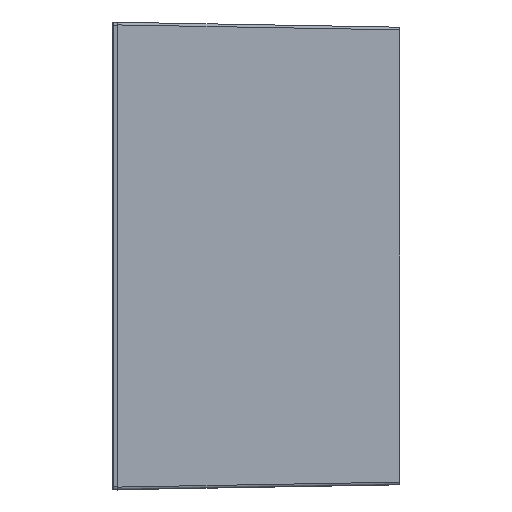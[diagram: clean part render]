
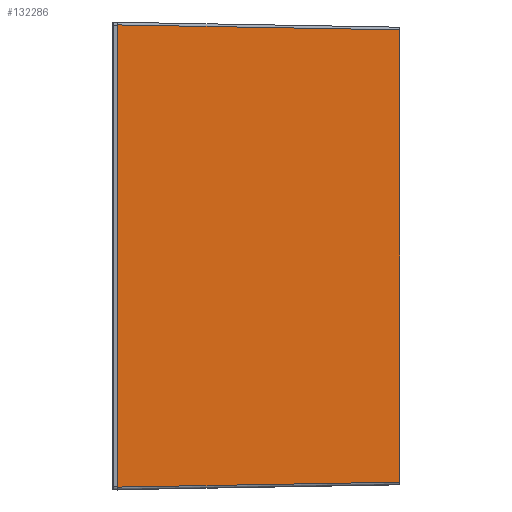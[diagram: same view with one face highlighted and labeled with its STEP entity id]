
A CAD part, left-side view. The second image highlights one B-rep face of the part: STEP entity #132286.
In plain terms, the highlighted planar face has unit normal (-1, -0.018, 0).
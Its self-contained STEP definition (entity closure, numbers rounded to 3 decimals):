
#106183=CARTESIAN_POINT('',(-43.025,0.,42.525));
#107406=DIRECTION('',(0.017,-1.,0.017));
#107407=VECTOR('',#107406,53.016);
#107408=CARTESIAN_POINT('',(-43.95,53.,-43.45));
#107409=LINE('21147',#107408,#107407);
#107413=DIRECTION('',(0.,0.,1.));
#107414=VECTOR('',#107413,86.9);
#107415=CARTESIAN_POINT('',(-43.95,53.,-43.45));
#107416=LINE('21164',#107415,#107414);
#107420=DIRECTION('',(0.017,-1.,-0.017));
#107421=VECTOR('',#107420,53.016);
#107422=CARTESIAN_POINT('',(-43.95,53.,43.45));
#107423=LINE('21152',#107422,#107421);
#107427=DIRECTION('',(0.,0.,-1.));
#107428=VECTOR('',#107427,85.05);
#107429=CARTESIAN_POINT('',(-43.025,0.,42.525));
#107430=LINE('21163',#107429,#107428);
#129688=CARTESIAN_POINT('',(-43.95,53.,-43.45));
#129689=CARTESIAN_POINT('',(-43.025,0.,-42.525));
#129690=VERTEX_POINT('',#129688);
#129691=VERTEX_POINT('',#129689);
#129699=VERTEX_POINT('',#106183);
#129700=CARTESIAN_POINT('',(-43.95,53.,43.45));
#129701=VERTEX_POINT('',#129700);
#132273=CARTESIAN_POINT('',(-43.95,53.,43.95));
#132274=DIRECTION('',(1.,0.017,0.));
#132275=DIRECTION('',(0.,0.,1.));
#132276=AXIS2_PLACEMENT_3D('',#132273,#132274,#132275);
#132277=PLANE('21117',#132276);
#132278=ORIENTED_EDGE('21147',*,*,#132256,.F.);
#132280=ORIENTED_EDGE('21164',*,*,#132279,.T.);
#132282=ORIENTED_EDGE('21152',*,*,#132281,.T.);
#132283=ORIENTED_EDGE('21163',*,*,#131953,.T.);
#132284=EDGE_LOOP('21117',(#132278,#132280,#132282,#132283));
#132285=FACE_OUTER_BOUND('21117',#132284,.F.);
#132286=ADVANCED_FACE('21117',(#132285),#132277,.F.);
#131953=EDGE_CURVE('21163',#129699,#129691,#107430,.T.);
#132256=EDGE_CURVE('21147',#129690,#129691,#107409,.T.);
#132279=EDGE_CURVE('21164',#129690,#129701,#107416,.T.);
#132281=EDGE_CURVE('21152',#129701,#129699,#107423,.T.);
